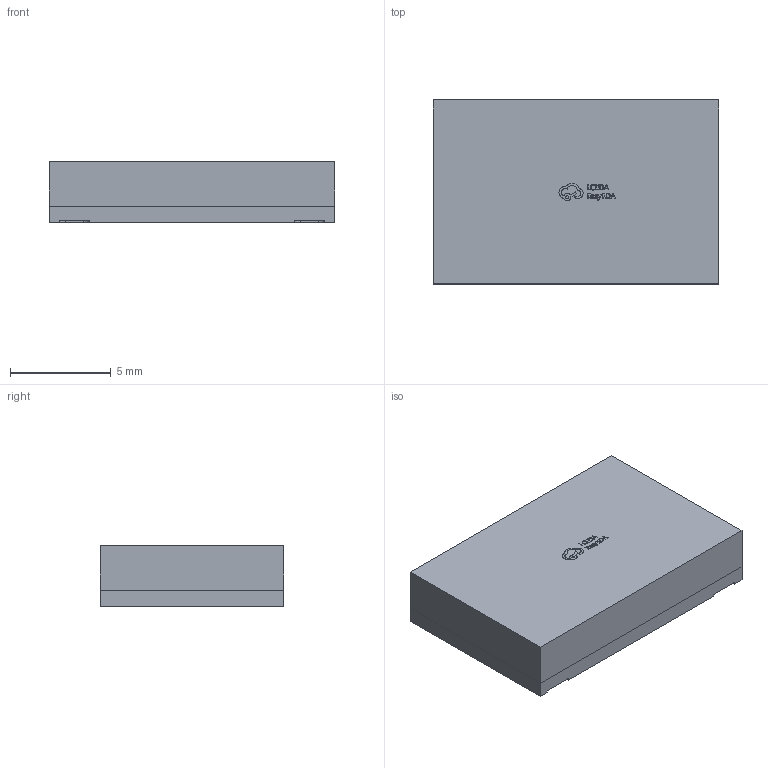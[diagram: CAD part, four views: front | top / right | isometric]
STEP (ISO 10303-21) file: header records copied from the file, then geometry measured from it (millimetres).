
FILE_DESCRIPTION (( 'STEP AP214' ), '1' );
FILE_NAME ('OSC-SMD_9P-L14.2-W9.2-H3.0-BL.step', '2022-07-07T03:30:34', ( '' ), ( '' ), 'SwSTEP 2.0', 'SolidWorks 2020', '' );
FILE_SCHEMA (( 'AUTOMOTIVE_DESIGN' ));
Length unit declared in the file: millimetre
Products named in the file (1): OSC-SMD_9P-L14.2-W9.2-H3.0-BL
Bounding box: 14.2 x 9.15 x 3 mm (x, y, z)
Volume: 389.6 mm3; surface area: 660.1 mm2
Topology: 2 solids, 2 shells, 370 faces, 990 edges, 660 vertices
Faces by surface type: plane 250, bspline 112, cylinder 8
Entity records: 16735 total; most frequent: CARTESIAN_POINT 4125, ORIENTED_EDGE 1980, DIRECTION 1296, EDGE_CURVE 990, VECTOR 746, LINE 746, VERTEX_POINT 660, EDGE_LOOP 406
